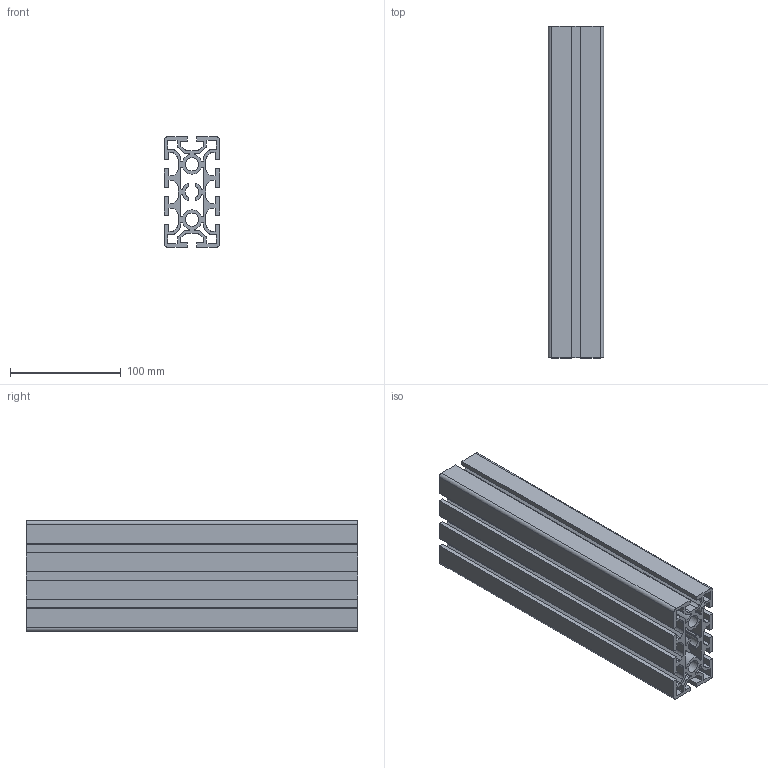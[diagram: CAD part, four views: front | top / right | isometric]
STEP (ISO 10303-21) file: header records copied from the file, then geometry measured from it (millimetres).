
FILE_DESCRIPTION (( 'STEP AP214' ), '1' );
FILE_NAME ('1728143457416.step', '2024-10-05T15:51:20', ( 'Windows User' ), ( '' ), 'SwSTEP 2.0', 'SolidWorks 2011', '' );
FILE_SCHEMA (( 'AUTOMOTIVE_DESIGN' ));
Length unit declared in the file: millimetre
Products named in the file (2): 1728143457416; 1.11.050100.84Sx300.00(1)
Assembly tree (1 placements, depth 2):
  1728143457416
    1.11.050100.84Sx300.00(1)
Bounding box: 50 x 300 x 100 mm (x, y, z)
Volume: 623758 mm3; surface area: 362840.6 mm2
Topology: 1 solids, 1 shells, 269 faces, 801 edges, 534 vertices
Faces by surface type: plane 142, cylinder 127
Entity records: 9183 total; most frequent: CARTESIAN_POINT 1608, ORIENTED_EDGE 1602, DIRECTION 1601, EDGE_CURVE 801, VECTOR 547, LINE 547, VERTEX_POINT 534, AXIS2_PLACEMENT_3D 527
